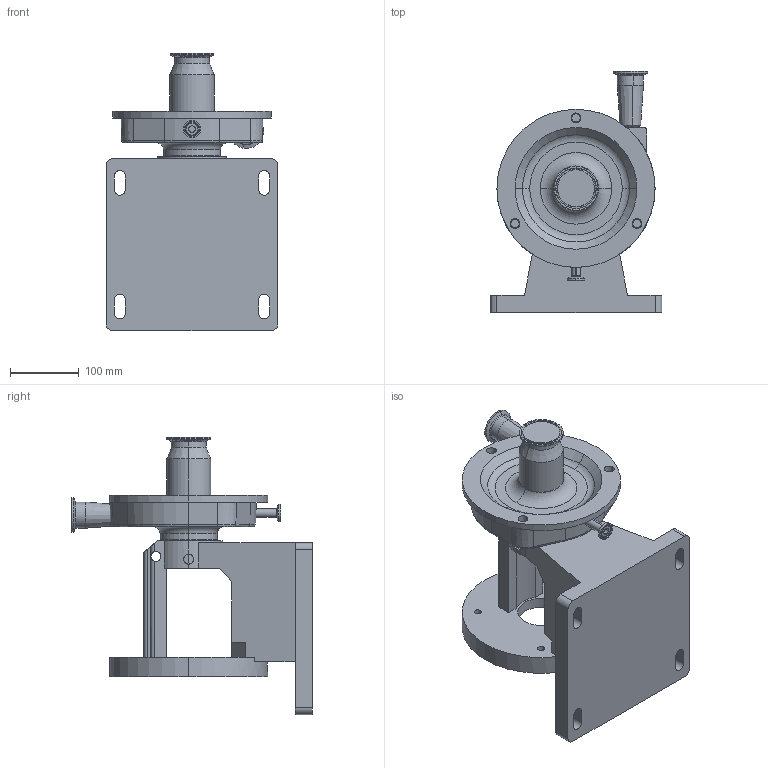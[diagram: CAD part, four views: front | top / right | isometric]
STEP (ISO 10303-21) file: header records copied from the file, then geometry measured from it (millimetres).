
FILE_DESCRIPTION (( 'STEP AP214' ), '1' );
FILE_NAME ('FP 720 180TC VERTICAL 1-2 In STRAIGHT DRAIN.STEP', '2010-02-25T22:16:24', ( ' ' ), ( '' ), 'SwSTEP 2.0', 'SolidWorks 2010', '' );
FILE_SCHEMA (( 'AUTOMOTIVE_DESIGN' ));
Length unit declared in the file: millimetre
Products named in the file (2): FP 720 180TC VERTICAL 1-2 In STRAIGHT DRAIN; FP 720 180TC VERTICAL 1-2 In STRAIGHT DRAIN^1275000106
Assembly tree (1 placements, depth 2):
  FP 720 180TC VERTICAL 1-2 In STRAIGHT DRAIN
    FP 720 180TC VERTICAL 1-2 In STRAIGHT DRAIN^1275000106
Bounding box: 250 x 350 x 403 mm (x, y, z)
Volume: 6585287.6 mm3; surface area: 584948.9 mm2
Topology: 1 solids, 2 shells, 273 faces, 688 edges, 430 vertices
Faces by surface type: cylinder 112, plane 81, cone 41, torus 38, bspline 1
Entity records: 8932 total; most frequent: CARTESIAN_POINT 2032, DIRECTION 1552, ORIENTED_EDGE 1376, EDGE_CURVE 688, AXIS2_PLACEMENT_3D 614, VERTEX_POINT 430, CIRCLE 338, VECTOR 324
